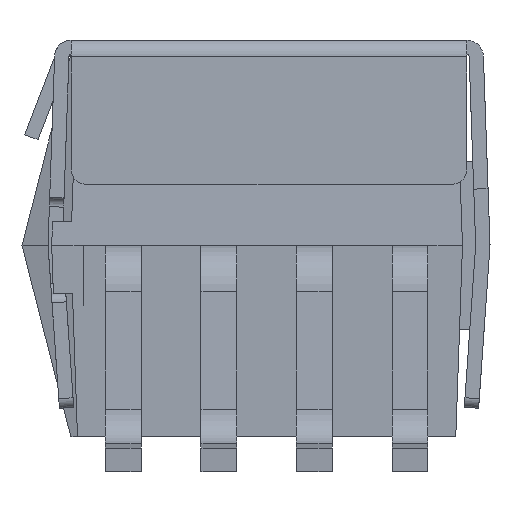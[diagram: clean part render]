
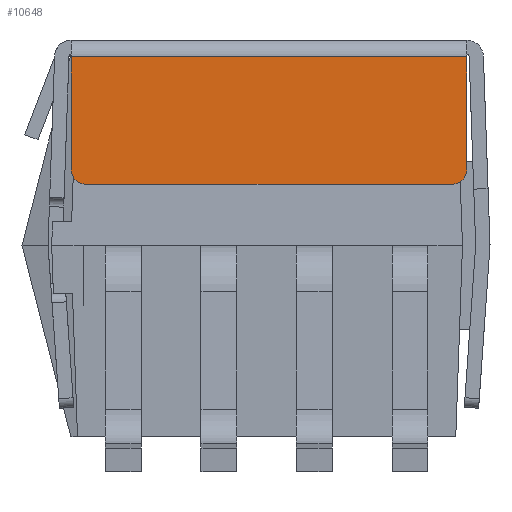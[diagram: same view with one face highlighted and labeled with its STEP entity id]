
A CAD part, left-side view. The second image highlights one B-rep face of the part: STEP entity #10648.
In plain terms, the highlighted planar face has unit normal (-1, 0, 0).
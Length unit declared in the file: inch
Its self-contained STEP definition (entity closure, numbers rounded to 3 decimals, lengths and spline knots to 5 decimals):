
#9669=CARTESIAN_POINT('',(-0.198,-0.08328,0.04172));
#9670=VERTEX_POINT('',#9669);
#9677=CARTESIAN_POINT('',(-0.198,-0.07728,0.03572));
#9678=VERTEX_POINT('',#9677);
#9679=CARTESIAN_POINT('',(-0.198,-0.07728,0.04172));
#9680=DIRECTION('',(1.,0.,0.));
#9681=DIRECTION('',(0.,-0.707,-0.707));
#9682=AXIS2_PLACEMENT_3D('',#9679,#9680,#9681);
#9683=CIRCLE('',#9682,0.006);
#9684=EDGE_CURVE('',#9670,#9678,#9683,.T.);
#9749=CARTESIAN_POINT('',(-0.198,0.07628,0.03572));
#9750=VERTEX_POINT('',#9749);
#9751=CARTESIAN_POINT('',(-0.198,0.07628,0.03572));
#9752=DIRECTION('',(0.0,-1.0,0.0));
#9753=VECTOR('',#9752,0.15356);
#9754=LINE('',#9751,#9753);
#9755=EDGE_CURVE('',#9750,#9678,#9754,.T.);
#9774=CARTESIAN_POINT('',(-0.198,0.08228,0.04172));
#9775=VERTEX_POINT('',#9774);
#9776=CARTESIAN_POINT('',(-0.198,0.07628,0.04172));
#9777=DIRECTION('',(1.0,0.,0.));
#9778=DIRECTION('',(0.,0.707,-0.707));
#9779=AXIS2_PLACEMENT_3D('',#9776,#9777,#9778);
#9780=CIRCLE('',#9779,0.006);
#9781=EDGE_CURVE('',#9750,#9775,#9780,.T.);
#10556=CARTESIAN_POINT('',(-0.198,0.08228,0.089));
#10557=VERTEX_POINT('',#10556);
#10558=CARTESIAN_POINT('',(-0.198,0.08228,0.089));
#10559=DIRECTION('',(0.0,0.0,-1.0));
#10560=VECTOR('',#10559,0.04728);
#10561=LINE('',#10558,#10560);
#10562=EDGE_CURVE('',#10557,#9775,#10561,.T.);
#10612=CARTESIAN_POINT('',(-0.198,-0.08328,0.089));
#10613=VERTEX_POINT('',#10612);
#10621=CARTESIAN_POINT('',(-0.198,-0.08328,0.04172));
#10622=DIRECTION('',(0.0,0.0,1.0));
#10623=VECTOR('',#10622,0.04728);
#10624=LINE('',#10621,#10623);
#10625=EDGE_CURVE('',#9670,#10613,#10624,.T.);
#10630=CARTESIAN_POINT('',(-0.198,-0.0005,0.28572));
#10631=DIRECTION('',(-1.0,0.0,0.0));
#10632=DIRECTION('',(0.0,0.0,1.0));
#10633=AXIS2_PLACEMENT_3D('',#10630,#10631,#10632);
#10634=PLANE('',#10633);
#10635=ORIENTED_EDGE('',*,*,#9684,.F.);
#10636=ORIENTED_EDGE('',*,*,#10625,.T.);
#10637=CARTESIAN_POINT('',(-0.198,-0.08328,0.089));
#10638=DIRECTION('',(0.0,1.0,0.0));
#10639=VECTOR('',#10638,0.16556);
#10640=LINE('',#10637,#10639);
#10641=EDGE_CURVE('',#10613,#10557,#10640,.T.);
#10642=ORIENTED_EDGE('',*,*,#10641,.T.);
#10643=ORIENTED_EDGE('',*,*,#10562,.T.);
#10644=ORIENTED_EDGE('',*,*,#9781,.F.);
#10645=ORIENTED_EDGE('',*,*,#9755,.T.);
#10646=EDGE_LOOP('',(#10635,#10636,#10642,#10643,#10644,#10645));
#10647=FACE_OUTER_BOUND('',#10646,.T.);
#10648=ADVANCED_FACE('',(#10647),#10634,.T.);
